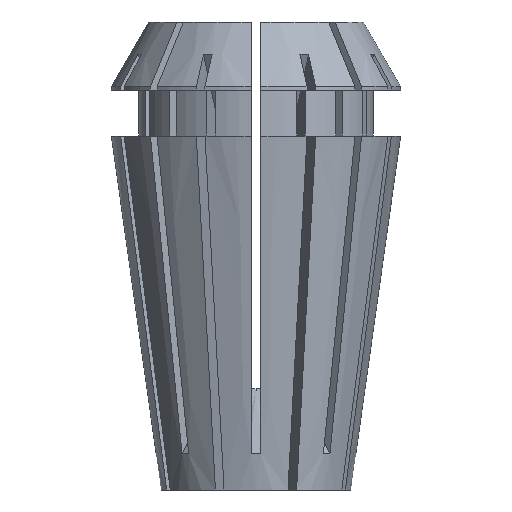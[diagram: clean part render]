
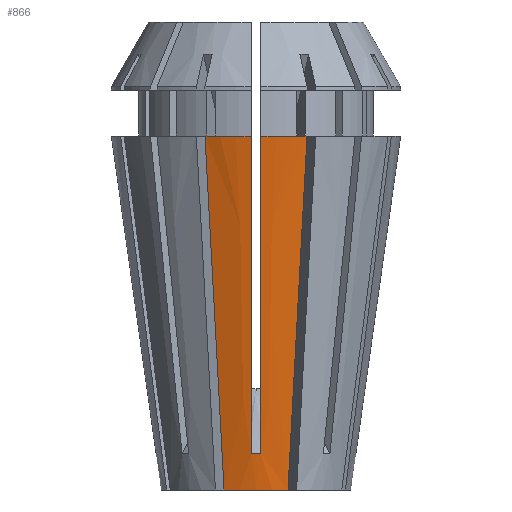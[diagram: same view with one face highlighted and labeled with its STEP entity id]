
A CAD part, left-side view. The second image highlights one B-rep face of the part: STEP entity #866.
In plain terms, the highlighted conical face has half-angle 8 degrees and reference radius 5.577 mm.
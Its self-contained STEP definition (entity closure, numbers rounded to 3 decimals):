
#23 = CARTESIAN_POINT ( 'NONE',  ( -7.954, -2.997, 20.8 ) ) ;
#69 = DIRECTION ( 'NONE',  ( -1., 0., 0. ) ) ;
#146 = CARTESIAN_POINT ( 'NONE',  ( 0., 0., 20.8 ) ) ;
#371 = DIRECTION ( 'NONE',  ( 0., 0., 1. ) ) ;
#394 = CARTESIAN_POINT ( 'NONE',  ( -5.512, -1.986, 2.007 ) ) ;
#435 = AXIS2_PLACEMENT_3D ( 'NONE', #2391, #371, #2413 ) ;
#741 = CARTESIAN_POINT ( 'NONE',  ( -7.954, -2.997, 20.8 ) ) ;
#780 = ORIENTED_EDGE ( 'NONE', *, *, #3445, .T. ) ;
#828 = ORIENTED_EDGE ( 'NONE', *, *, #1224, .F. ) ;
#866 = ADVANCED_FACE ( 'NONE', ( #2215 ), #3792, .T. ) ;
#1015 = DIRECTION ( 'NONE',  ( -1., 0., 0. ) ) ;
#1025 = ORIENTED_EDGE ( 'NONE', *, *, #4226, .T. ) ;
#1026 = DIRECTION ( 'NONE',  ( 0., 0., -1. ) ) ;
#1135 = CARTESIAN_POINT ( 'NONE',  ( -6.746, 0.275, 8.358 ) ) ;
#1145 = EDGE_CURVE ( 'NONE', #1255, #1226, #1514, .T. ) ;
#1160 = CARTESIAN_POINT ( 'NONE',  ( -6.309, -0.275, 5.252 ) ) ;
#1190 = CARTESIAN_POINT ( 'NONE',  ( -8.496, 0.275, 20.8 ) ) ;
#1200 = ORIENTED_EDGE ( 'NONE', *, *, #3693, .T. ) ;
#1201 = CARTESIAN_POINT ( 'NONE',  ( -5.872, -0.275, 2.145 ) ) ;
#1224 = EDGE_CURVE ( 'NONE', #4955, #4418, #2786, .T. ) ;
#1226 = VERTEX_POINT ( 'NONE', #3274 ) ;
#1234 = B_SPLINE_CURVE_WITH_KNOTS ( 'NONE', 3,
 ( #4617, #1798, #4632, #4232, #3431, #5062, #1815 ),
 .UNSPECIFIED., .F., .F.,
 ( 4, 3, 4 ),
 ( 0., 0.015, 0.021 ),
 .UNSPECIFIED. ) ;
#1255 = VERTEX_POINT ( 'NONE', #23 ) ;
#1285 = CARTESIAN_POINT ( 'NONE',  ( -5.252, 1.878, 0. ) ) ;
#1514 = B_SPLINE_CURVE_WITH_KNOTS ( 'NONE', 3,
 ( #741, #3209, #4792, #2397, #4022, #394, #4434 ),
 .UNSPECIFIED., .F., .F.,
 ( 4, 3, 4 ),
 ( 0., 0.015, 0.021 ),
 .UNSPECIFIED. ) ;
#1724 = CIRCLE ( 'NONE', #3072, 5.577 ) ;
#1798 = CARTESIAN_POINT ( 'NONE',  ( -7.314, 2.732, 15.874 ) ) ;
#1805 = VERTEX_POINT ( 'NONE', #3129 ) ;
#1815 = CARTESIAN_POINT ( 'NONE',  ( -5.252, 1.878, 0. ) ) ;
#1919 = DIRECTION ( 'NONE',  ( -1., 0., 0. ) ) ;
#1999 = CARTESIAN_POINT ( 'NONE',  ( -5.872, 0.275, 2.145 ) ) ;
#2020 = CARTESIAN_POINT ( 'NONE',  ( -7.183, 0.275, 11.465 ) ) ;
#2063 = CARTESIAN_POINT ( 'NONE',  ( -5.872, -0.275, 2.145 ) ) ;
#2215 = FACE_OUTER_BOUND ( 'NONE', #3320, .T. ) ;
#2391 = CARTESIAN_POINT ( 'NONE',  ( 0., 0., 0. ) ) ;
#2397 = CARTESIAN_POINT ( 'NONE',  ( -6.034, -2.202, 6.022 ) ) ;
#2413 = DIRECTION ( 'NONE',  ( 1., 0., 0. ) ) ;
#2421 = ORIENTED_EDGE ( 'NONE', *, *, #5093, .T. ) ;
#2520 = CARTESIAN_POINT ( 'NONE',  ( -5.872, 0.275, 2.145 ) ) ;
#2607 = CIRCLE ( 'NONE', #3474, 8.5 ) ;
#2786 = B_SPLINE_CURVE_WITH_KNOTS ( 'NONE', 3,
 ( #2520, #5311, #3726, #2063 ),
 .UNSPECIFIED., .F., .F.,
 ( 4, 4 ),
 ( 0., 0.001 ),
 .UNSPECIFIED. ) ;
#2802 = VERTEX_POINT ( 'NONE', #5292 ) ;
#2883 = AXIS2_PLACEMENT_3D ( 'NONE', #146, #1026, #1015 ) ;
#2989 = CARTESIAN_POINT ( 'NONE',  ( -5.872, 0.275, 2.145 ) ) ;
#3072 = AXIS2_PLACEMENT_3D ( 'NONE', #4589, #4990, #69 ) ;
#3129 = CARTESIAN_POINT ( 'NONE',  ( -7.954, 2.997, 20.8 ) ) ;
#3198 = CARTESIAN_POINT ( 'NONE',  ( -6.746, -0.275, 8.358 ) ) ;
#3209 = CARTESIAN_POINT ( 'NONE',  ( -7.314, -2.732, 15.874 ) ) ;
#3219 = CARTESIAN_POINT ( 'NONE',  ( -8.058, -0.275, 17.688 ) ) ;
#3258 = CARTESIAN_POINT ( 'NONE',  ( -7.183, -0.275, 11.465 ) ) ;
#3273 = B_SPLINE_CURVE_WITH_KNOTS ( 'NONE', 3,
 ( #5250, #3613, #4444, #2020, #1135, #4806, #1999 ),
 .UNSPECIFIED., .F., .F.,
 ( 4, 3, 4 ),
 ( 0.034, 0.044, 0.053 ),
 .UNSPECIFIED. ) ;
#3274 = CARTESIAN_POINT ( 'NONE',  ( -5.252, -1.878, 0. ) ) ;
#3302 = ORIENTED_EDGE ( 'NONE', *, *, #4150, .F. ) ;
#3320 = EDGE_LOOP ( 'NONE', ( #2421, #780, #3302, #4238, #1025, #1200, #828, #3334 ) ) ;
#3334 = ORIENTED_EDGE ( 'NONE', *, *, #3583, .F. ) ;
#3431 = CARTESIAN_POINT ( 'NONE',  ( -5.773, 2.094, 4.015 ) ) ;
#3445 = EDGE_CURVE ( 'NONE', #1805, #4040, #1234, .T. ) ;
#3474 = AXIS2_PLACEMENT_3D ( 'NONE', #4360, #5166, #1919 ) ;
#3583 = EDGE_CURVE ( 'NONE', #3610, #4955, #3273, .T. ) ;
#3589 = CARTESIAN_POINT ( 'NONE',  ( -7.621, -0.275, 14.576 ) ) ;
#3610 = VERTEX_POINT ( 'NONE', #1190 ) ;
#3613 = CARTESIAN_POINT ( 'NONE',  ( -8.058, 0.275, 17.688 ) ) ;
#3693 = EDGE_CURVE ( 'NONE', #2802, #4418, #4452, .T. ) ;
#3726 = CARTESIAN_POINT ( 'NONE',  ( -5.879, -0.092, 2.136 ) ) ;
#3792 = CONICAL_SURFACE ( 'NONE', #435, 5.577, 0.14 ) ;
#4022 = CARTESIAN_POINT ( 'NONE',  ( -5.773, -2.094, 4.015 ) ) ;
#4040 = VERTEX_POINT ( 'NONE', #1285 ) ;
#4150 = EDGE_CURVE ( 'NONE', #1226, #4040, #1724, .T. ) ;
#4226 = EDGE_CURVE ( 'NONE', #1255, #2802, #5245, .T. ) ;
#4232 = CARTESIAN_POINT ( 'NONE',  ( -6.034, 2.202, 6.022 ) ) ;
#4238 = ORIENTED_EDGE ( 'NONE', *, *, #1145, .F. ) ;
#4322 = CARTESIAN_POINT ( 'NONE',  ( -5.872, -0.275, 2.145 ) ) ;
#4360 = CARTESIAN_POINT ( 'NONE',  ( 0., 0., 20.8 ) ) ;
#4418 = VERTEX_POINT ( 'NONE', #4322 ) ;
#4434 = CARTESIAN_POINT ( 'NONE',  ( -5.252, -1.878, 0. ) ) ;
#4444 = CARTESIAN_POINT ( 'NONE',  ( -7.621, 0.275, 14.576 ) ) ;
#4452 = B_SPLINE_CURVE_WITH_KNOTS ( 'NONE', 3,
 ( #5298, #3219, #3589, #3258, #3198, #1160, #1201 ),
 .UNSPECIFIED., .F., .F.,
 ( 4, 3, 4 ),
 ( 0.034, 0.044, 0.053 ),
 .UNSPECIFIED. ) ;
#4589 = CARTESIAN_POINT ( 'NONE',  ( 0., 0., 0. ) ) ;
#4617 = CARTESIAN_POINT ( 'NONE',  ( -7.954, 2.997, 20.8 ) ) ;
#4632 = CARTESIAN_POINT ( 'NONE',  ( -6.674, 2.467, 10.948 ) ) ;
#4792 = CARTESIAN_POINT ( 'NONE',  ( -6.674, -2.467, 10.948 ) ) ;
#4806 = CARTESIAN_POINT ( 'NONE',  ( -6.309, 0.275, 5.252 ) ) ;
#4955 = VERTEX_POINT ( 'NONE', #2989 ) ;
#4990 = DIRECTION ( 'NONE',  ( 0., 0., -1. ) ) ;
#5062 = CARTESIAN_POINT ( 'NONE',  ( -5.512, 1.986, 2.007 ) ) ;
#5093 = EDGE_CURVE ( 'NONE', #3610, #1805, #2607, .T. ) ;
#5166 = DIRECTION ( 'NONE',  ( 0., 0., -1. ) ) ;
#5245 = CIRCLE ( 'NONE', #2883, 8.5 ) ;
#5250 = CARTESIAN_POINT ( 'NONE',  ( -8.496, 0.275, 20.8 ) ) ;
#5292 = CARTESIAN_POINT ( 'NONE',  ( -8.496, -0.275, 20.8 ) ) ;
#5298 = CARTESIAN_POINT ( 'NONE',  ( -8.496, -0.275, 20.8 ) ) ;
#5311 = CARTESIAN_POINT ( 'NONE',  ( -5.879, 0.092, 2.136 ) ) ;
